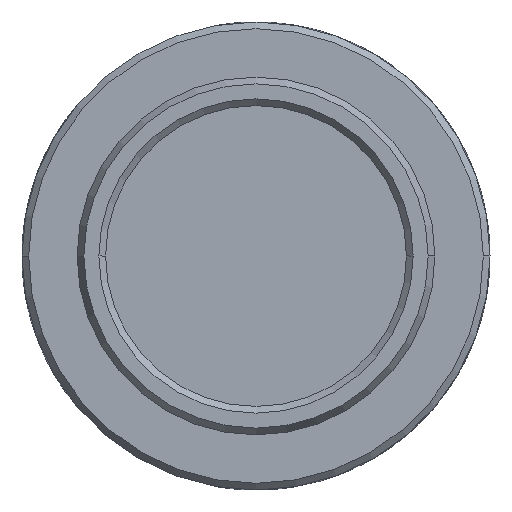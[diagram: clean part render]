
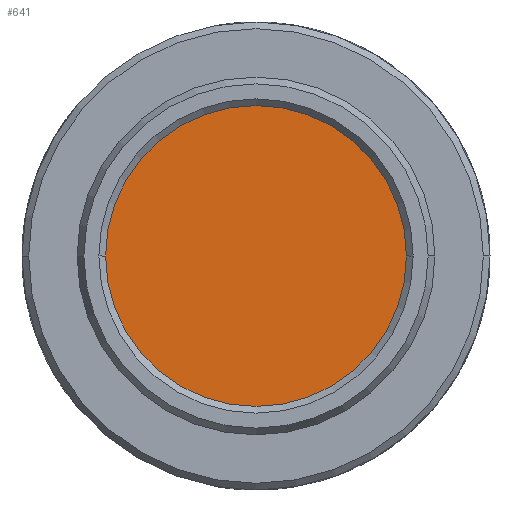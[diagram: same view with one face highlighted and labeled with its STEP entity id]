
A CAD part, left-side view. The second image highlights one B-rep face of the part: STEP entity #641.
In plain terms, the highlighted planar face has unit normal (-1, 0, 0).
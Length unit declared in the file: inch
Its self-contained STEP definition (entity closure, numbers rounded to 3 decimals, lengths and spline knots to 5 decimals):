
#110 = CIRCLE ( 'NONE', #2180, 0.25 ) ;
#641 = ADVANCED_FACE ( 'NONE', ( #4967 ), #7384, .F. ) ;
#794 = VERTEX_POINT ( 'NONE', #5442 ) ;
#1495 = DIRECTION ( 'NONE',  ( 1., 0., 0. ) ) ;
#2118 = EDGE_CURVE ( 'NONE', #2788, #794, #110, .T. ) ;
#2180 = AXIS2_PLACEMENT_3D ( 'NONE', #5934, #1495, #6686 ) ;
#2788 = VERTEX_POINT ( 'NONE', #6565 ) ;
#4384 = CARTESIAN_POINT ( 'NONE',  ( -0.125, 0., 0. ) ) ;
#4499 = DIRECTION ( 'NONE',  ( 0., 0., -1. ) ) ;
#4967 = FACE_OUTER_BOUND ( 'NONE', #6169, .T. ) ;
#5117 = DIRECTION ( 'NONE',  ( 0., 0., -1. ) ) ;
#5219 = AXIS2_PLACEMENT_3D ( 'NONE', #8182, #8938, #4499 ) ;
#5394 = ORIENTED_EDGE ( 'NONE', *, *, #2118, .F. ) ;
#5442 = CARTESIAN_POINT ( 'NONE',  ( -0.125, 0., -0.25 ) ) ;
#5491 = ORIENTED_EDGE ( 'NONE', *, *, #7436, .F. ) ;
#5934 = CARTESIAN_POINT ( 'NONE',  ( -0.125, 0., 0. ) ) ;
#6169 = EDGE_LOOP ( 'NONE', ( #5491, #5394 ) ) ;
#6565 = CARTESIAN_POINT ( 'NONE',  ( -0.125, 0., 0.25 ) ) ;
#6674 = AXIS2_PLACEMENT_3D ( 'NONE', #4384, #9574, #5117 ) ;
#6686 = DIRECTION ( 'NONE',  ( 0., 0., -1. ) ) ;
#7384 = PLANE ( 'NONE',  #5219 ) ;
#7436 = EDGE_CURVE ( 'NONE', #794, #2788, #7684, .T. ) ;
#7684 = CIRCLE ( 'NONE', #6674, 0.25 ) ;
#8182 = CARTESIAN_POINT ( 'NONE',  ( -0.125, 0., 0. ) ) ;
#8938 = DIRECTION ( 'NONE',  ( 1., 0., 0. ) ) ;
#9574 = DIRECTION ( 'NONE',  ( 1., 0., 0. ) ) ;
